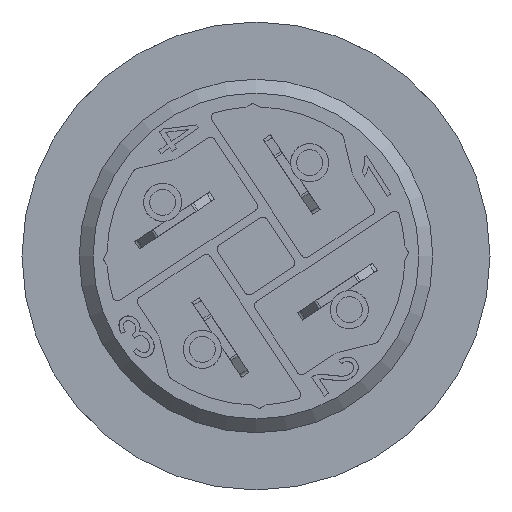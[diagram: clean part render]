
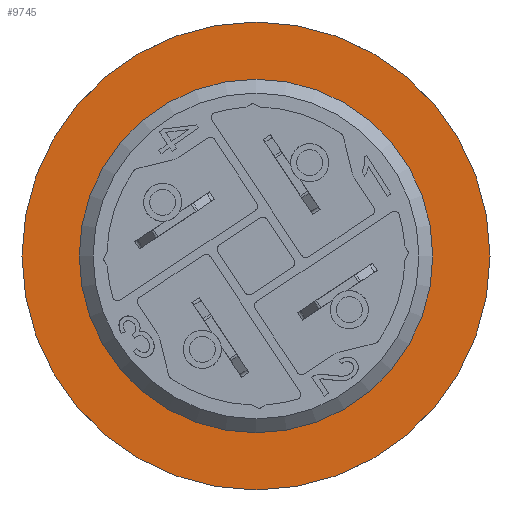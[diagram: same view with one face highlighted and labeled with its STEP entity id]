
A CAD part, front view. The second image highlights one B-rep face of the part: STEP entity #9745.
In plain terms, the highlighted planar face has unit normal (0, -1, 0).
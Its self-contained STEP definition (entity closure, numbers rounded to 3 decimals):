
#9745=ADVANCED_FACE('',(#10352,#10353),#10185,.T.);
#10185=PLANE('',#22087);
#10352=FACE_BOUND('',#11050,.T.);
#10353=FACE_BOUND('',#11051,.T.);
#11050=EDGE_LOOP('',(#15155));
#11051=EDGE_LOOP('',(#15156));
#15155=ORIENTED_EDGE('',*,*,#19687,.T.);
#15156=ORIENTED_EDGE('',*,*,#19688,.F.);
#17416=VERTEX_POINT('',#33038);
#17417=VERTEX_POINT('',#33040);
#19687=EDGE_CURVE('',#17416,#17416,#20749,.T.);
#19688=EDGE_CURVE('',#17417,#17417,#20750,.T.);
#20749=CIRCLE('',#22085,10.2);
#20750=CIRCLE('',#22086,13.5);
#22085=AXIS2_PLACEMENT_3D('',#33037,#25537,#25538);
#22086=AXIS2_PLACEMENT_3D('',#33039,#25539,#25540);
#22087=AXIS2_PLACEMENT_3D('',#33041,#25541,#25542);
#25537=DIRECTION('',(0.,1.,0.));
#25538=DIRECTION('',(0.,0.,-1.));
#25539=DIRECTION('',(0.,1.,0.));
#25540=DIRECTION('',(1.,0.,0.));
#25541=DIRECTION('',(0.,-1.,0.));
#25542=DIRECTION('',(0.,0.,1.));
#33037=CARTESIAN_POINT('',(-21.97,-128.563,-132.162));
#33038=CARTESIAN_POINT('',(-21.97,-128.563,-142.362));
#33039=CARTESIAN_POINT('',(-21.97,-128.563,-132.162));
#33040=CARTESIAN_POINT('',(-8.47,-128.563,-132.162));
#33041=CARTESIAN_POINT('',(-7.795,-128.563,-146.337));
